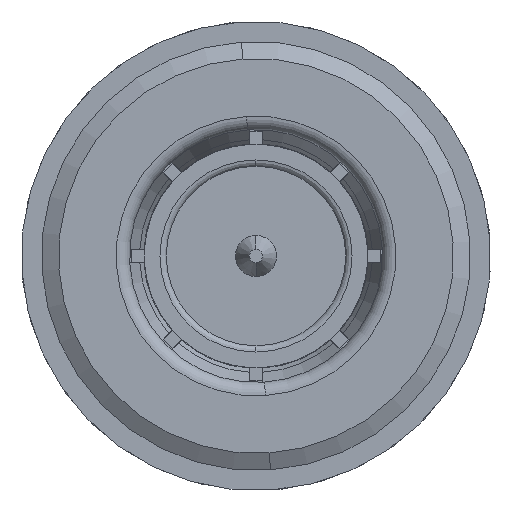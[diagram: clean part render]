
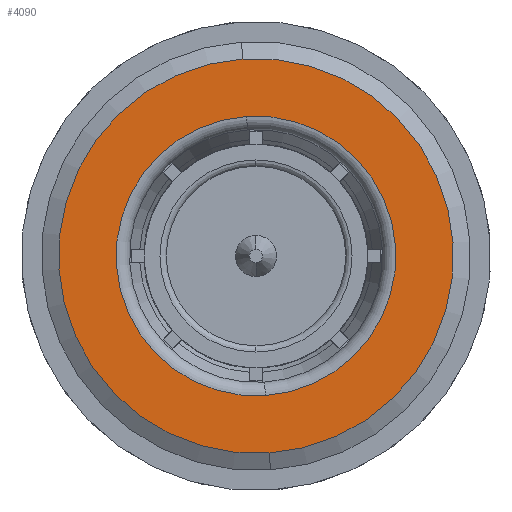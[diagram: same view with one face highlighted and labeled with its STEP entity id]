
A CAD part, left-side view. The second image highlights one B-rep face of the part: STEP entity #4090.
In plain terms, the highlighted face is planar.
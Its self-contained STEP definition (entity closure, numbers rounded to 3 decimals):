
#540 = CARTESIAN_POINT ( 'NONE',  ( 16.982, 0., 0. ) ) ;
#565 = DIRECTION ( 'NONE',  ( 1., 0., 0. ) ) ;
#1011 = EDGE_CURVE ( 'NONE', #7944, #4129, #7052, .T. ) ;
#1428 = CARTESIAN_POINT ( 'NONE',  ( 16.982, -0.299, 4.41 ) ) ;
#1447 = DIRECTION ( 'NONE',  ( -1., 0., 0. ) ) ;
#1524 = CARTESIAN_POINT ( 'NONE',  ( 16.982, 0., 0. ) ) ;
#1876 = CARTESIAN_POINT ( 'NONE',  ( 16.982, -4.41, -0.299 ) ) ;
#2256 = EDGE_LOOP ( 'NONE', ( #3807, #4063 ) ) ;
#2400 = ORIENTED_EDGE ( 'NONE', *, *, #6021, .T. ) ;
#2553 = EDGE_CURVE ( 'NONE', #4129, #7944, #2613, .T. ) ;
#2613 = CIRCLE ( 'NONE', #7423, 4.42 ) ;
#3022 = DIRECTION ( 'NONE',  ( 0., 1., 0. ) ) ;
#3326 = AXIS2_PLACEMENT_3D ( 'NONE', #4704, #3929, #7868 ) ;
#3454 = CARTESIAN_POINT ( 'NONE',  ( 16.982, 0., 0. ) ) ;
#3577 = FACE_OUTER_BOUND ( 'NONE', #2256, .T. ) ;
#3593 = EDGE_LOOP ( 'NONE', ( #3978, #2400 ) ) ;
#3659 = VERTEX_POINT ( 'NONE', #7834 ) ;
#3666 = VERTEX_POINT ( 'NONE', #4497 ) ;
#3709 = AXIS2_PLACEMENT_3D ( 'NONE', #1876, #565, #3022 ) ;
#3807 = ORIENTED_EDGE ( 'NONE', *, *, #1011, .F. ) ;
#3929 = DIRECTION ( 'NONE',  ( -1., 0., 0. ) ) ;
#3978 = ORIENTED_EDGE ( 'NONE', *, *, #4187, .T. ) ;
#3984 = DIRECTION ( 'NONE',  ( 0., 0.068, -0.998 ) ) ;
#4063 = ORIENTED_EDGE ( 'NONE', *, *, #2553, .F. ) ;
#4090 = ADVANCED_FACE ( 'NONE', ( #3577, #7438 ), #8335, .T. ) ;
#4129 = VERTEX_POINT ( 'NONE', #7683 ) ;
#4187 = EDGE_CURVE ( 'NONE', #3666, #3659, #6483, .T. ) ;
#4367 = CIRCLE ( 'NONE', #7555, 3.13 ) ;
#4497 = CARTESIAN_POINT ( 'NONE',  ( 16.982, 0.212, -3.123 ) ) ;
#4704 = CARTESIAN_POINT ( 'NONE',  ( 16.982, 0., 0. ) ) ;
#5428 = DIRECTION ( 'NONE',  ( -1., 0., 0. ) ) ;
#6021 = EDGE_CURVE ( 'NONE', #3659, #3666, #4367, .T. ) ;
#6441 = DIRECTION ( 'NONE',  ( 0., -0.068, 0.998 ) ) ;
#6483 = CIRCLE ( 'NONE', #3326, 3.13 ) ;
#6777 = AXIS2_PLACEMENT_3D ( 'NONE', #3454, #5428, #6441 ) ;
#6972 = DIRECTION ( 'NONE',  ( 0., -0.068, 0.998 ) ) ;
#7052 = CIRCLE ( 'NONE', #6777, 4.42 ) ;
#7423 = AXIS2_PLACEMENT_3D ( 'NONE', #540, #7756, #6972 ) ;
#7438 = FACE_BOUND ( 'NONE', #3593, .T. ) ;
#7555 = AXIS2_PLACEMENT_3D ( 'NONE', #1524, #1447, #3984 ) ;
#7683 = CARTESIAN_POINT ( 'NONE',  ( 16.982, 0.299, -4.41 ) ) ;
#7756 = DIRECTION ( 'NONE',  ( -1., 0., 0. ) ) ;
#7834 = CARTESIAN_POINT ( 'NONE',  ( 16.982, -0.212, 3.123 ) ) ;
#7868 = DIRECTION ( 'NONE',  ( 0., 0.068, -0.998 ) ) ;
#7944 = VERTEX_POINT ( 'NONE', #1428 ) ;
#8335 = PLANE ( 'NONE',  #3709 ) ;
